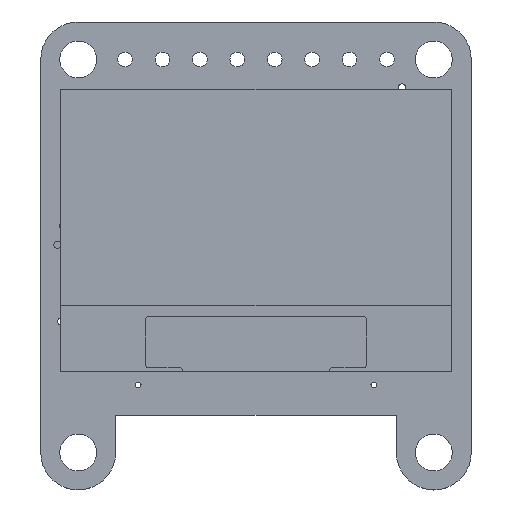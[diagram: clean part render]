
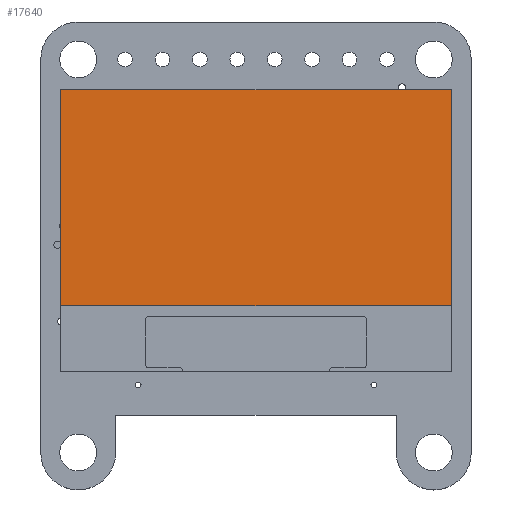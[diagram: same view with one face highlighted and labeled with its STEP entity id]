
A CAD part, top view. The second image highlights one B-rep face of the part: STEP entity #17640.
In plain terms, the highlighted planar face has unit normal (0, 0, 1).
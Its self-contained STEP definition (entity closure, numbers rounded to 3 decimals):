
#1148=PLANE('',#19038);
#1820=FACE_OUTER_BOUND('',#2938,.T.);
#2938=EDGE_LOOP('',(#12801,#12802,#12803,#12804));
#4044=LINE('',#25777,#5866);
#4047=LINE('',#25783,#5869);
#4050=LINE('',#25789,#5872);
#4053=LINE('',#25793,#5875);
#5866=VECTOR('',#20986,10.);
#5869=VECTOR('',#20991,10.);
#5872=VECTOR('',#20996,10.);
#5875=VECTOR('',#21001,10.);
#8167=VERTEX_POINT('',#25774);
#8168=VERTEX_POINT('',#25776);
#8170=VERTEX_POINT('',#25782);
#8172=VERTEX_POINT('',#25788);
#9911=EDGE_CURVE('',#8168,#8167,#4044,.T.);
#9914=EDGE_CURVE('',#8170,#8168,#4047,.T.);
#9917=EDGE_CURVE('',#8172,#8170,#4050,.T.);
#9920=EDGE_CURVE('',#8167,#8172,#4053,.T.);
#12801=ORIENTED_EDGE('',*,*,#9920,.T.);
#12802=ORIENTED_EDGE('',*,*,#9917,.T.);
#12803=ORIENTED_EDGE('',*,*,#9914,.T.);
#12804=ORIENTED_EDGE('',*,*,#9911,.T.);
#17640=ADVANCED_FACE('',(#1820),#1148,.T.);
#19038=AXIS2_PLACEMENT_3D('',#25794,#21002,#21003);
#20986=DIRECTION('',(0.,-1.,0.));
#20991=DIRECTION('',(-1.,0.,0.));
#20996=DIRECTION('',(0.,1.,0.));
#21001=DIRECTION('',(1.,0.,0.));
#21002=DIRECTION('center_axis',(0.,0.,1.));
#21003=DIRECTION('ref_axis',(1.,0.,0.));
#25774=CARTESIAN_POINT('',(-13.25,-3.375,3.04));
#25776=CARTESIAN_POINT('',(-13.25,11.275,3.04));
#25777=CARTESIAN_POINT('',(-13.25,-3.375,3.04));
#25782=CARTESIAN_POINT('',(13.25,11.275,3.04));
#25783=CARTESIAN_POINT('',(-13.25,11.275,3.04));
#25788=CARTESIAN_POINT('',(13.25,-3.375,3.04));
#25789=CARTESIAN_POINT('',(13.25,11.275,3.04));
#25793=CARTESIAN_POINT('',(13.25,-3.375,3.04));
#25794=CARTESIAN_POINT('Origin',(0.,3.95,3.04));
